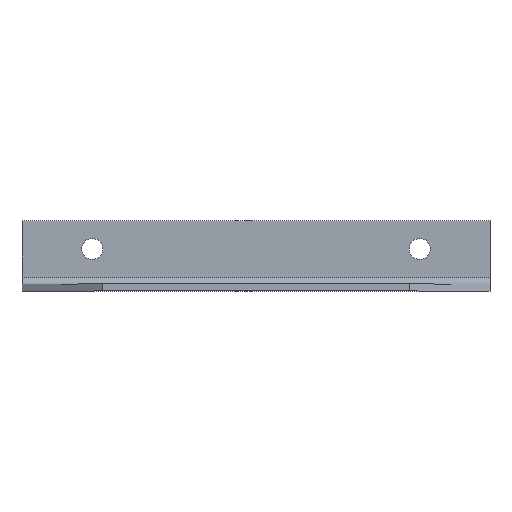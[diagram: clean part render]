
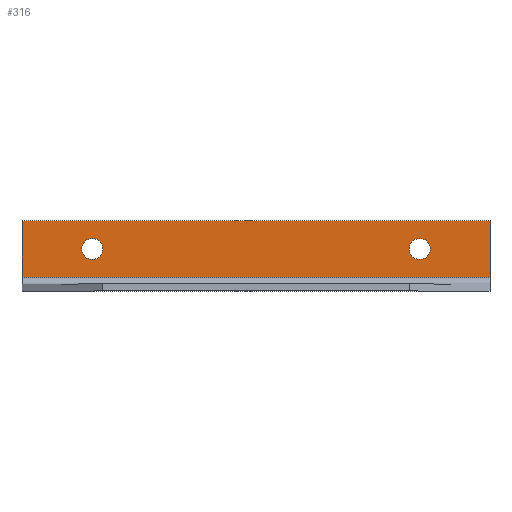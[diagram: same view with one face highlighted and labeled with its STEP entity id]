
A CAD part, top view. The second image highlights one B-rep face of the part: STEP entity #316.
In plain terms, the highlighted planar face has unit normal (0, 0, 1).
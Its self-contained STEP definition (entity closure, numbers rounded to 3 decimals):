
#70=CARTESIAN_POINT('Vertex',(-100.,30.,3.)) ;
#73=CARTESIAN_POINT('Line Origine',(0.,30.,3.)) ;
#77=CARTESIAN_POINT('Vertex',(100.,30.,3.)) ;
#97=CARTESIAN_POINT('Line Origine',(0.,6.,3.)) ;
#101=CARTESIAN_POINT('Vertex',(-100.,6.,3.)) ;
#103=CARTESIAN_POINT('Vertex',(100.,6.,3.)) ;
#177=CARTESIAN_POINT('Axis2P3D Location',(70.,18.,3.)) ;
#181=CARTESIAN_POINT('Vertex',(65.5,18.,3.)) ;
#183=CARTESIAN_POINT('Vertex',(74.5,18.,3.)) ;
#212=CARTESIAN_POINT('Axis2P3D Location',(70.,18.,3.)) ;
#273=CARTESIAN_POINT('Axis2P3D Location',(0.,30.,3.)) ;
#278=CARTESIAN_POINT('Line Origine',(-100.,18.,3.)) ;
#283=CARTESIAN_POINT('Line Origine',(100.,18.,3.)) ;
#294=CARTESIAN_POINT('Axis2P3D Location',(-70.,18.,3.)) ;
#298=CARTESIAN_POINT('Vertex',(-65.5,18.,3.)) ;
#300=CARTESIAN_POINT('Vertex',(-74.5,18.,3.)) ;
#303=CARTESIAN_POINT('Axis2P3D Location',(-70.,18.,3.)) ;
#74=DIRECTION('Vector Direction',(1.,0.,0.)) ;
#98=DIRECTION('Vector Direction',(1.,0.,0.)) ;
#178=DIRECTION('Axis2P3D Direction',(0.,0.,1.)) ;
#213=DIRECTION('Axis2P3D Direction',(0.,0.,1.)) ;
#274=DIRECTION('Axis2P3D Direction',(-0.,0.,1.)) ;
#275=DIRECTION('Axis2P3D XDirection',(0.,-1.,0.)) ;
#279=DIRECTION('Vector Direction',(0.,-1.,0.)) ;
#284=DIRECTION('Vector Direction',(0.,-1.,0.)) ;
#295=DIRECTION('Axis2P3D Direction',(-0.,0.,1.)) ;
#304=DIRECTION('Axis2P3D Direction',(-0.,0.,1.)) ;
#179=AXIS2_PLACEMENT_3D('Circle Axis2P3D',#177,#178,$) ;
#214=AXIS2_PLACEMENT_3D('Circle Axis2P3D',#212,#213,$) ;
#276=AXIS2_PLACEMENT_3D('Plane Axis2P3D',#273,#274,#275) ;
#296=AXIS2_PLACEMENT_3D('Circle Axis2P3D',#294,#295,$) ;
#305=AXIS2_PLACEMENT_3D('Circle Axis2P3D',#303,#304,$) ;
#289=ORIENTED_EDGE('',*,*,#79,.F.) ;
#290=ORIENTED_EDGE('',*,*,#282,.T.) ;
#291=ORIENTED_EDGE('',*,*,#105,.T.) ;
#292=ORIENTED_EDGE('',*,*,#287,.F.) ;
#309=ORIENTED_EDGE('',*,*,#302,.F.) ;
#310=ORIENTED_EDGE('',*,*,#307,.F.) ;
#313=ORIENTED_EDGE('',*,*,#216,.F.) ;
#314=ORIENTED_EDGE('',*,*,#185,.F.) ;
#311=FACE_BOUND('',#308,.T.) ;
#315=FACE_BOUND('',#312,.T.) ;
#75=VECTOR('Line Direction',#74,1.) ;
#99=VECTOR('Line Direction',#98,1.) ;
#280=VECTOR('Line Direction',#279,1.) ;
#285=VECTOR('Line Direction',#284,1.) ;
#316=ADVANCED_FACE('Corps principal',(#293,#311,#315),#277,.T.) ;
#180=CIRCLE('generated circle',#179,4.5) ;
#215=CIRCLE('generated circle',#214,4.5) ;
#297=CIRCLE('generated circle',#296,4.5) ;
#306=CIRCLE('generated circle',#305,4.5) ;
#79=EDGE_CURVE('',#71,#78,#76,.T.) ;
#105=EDGE_CURVE('',#102,#104,#100,.T.) ;
#185=EDGE_CURVE('',#182,#184,#180,.T.) ;
#216=EDGE_CURVE('',#184,#182,#215,.T.) ;
#282=EDGE_CURVE('',#71,#102,#281,.T.) ;
#287=EDGE_CURVE('',#78,#104,#286,.T.) ;
#302=EDGE_CURVE('',#299,#301,#297,.T.) ;
#307=EDGE_CURVE('',#301,#299,#306,.T.) ;
#288=EDGE_LOOP('',(#289,#290,#291,#292)) ;
#308=EDGE_LOOP('',(#309,#310)) ;
#312=EDGE_LOOP('',(#313,#314)) ;
#293=FACE_OUTER_BOUND('',#288,.T.) ;
#76=LINE('Line',#73,#75) ;
#100=LINE('Line',#97,#99) ;
#281=LINE('Line',#278,#280) ;
#286=LINE('Line',#283,#285) ;
#277=PLANE('Plane',#276) ;
#71=VERTEX_POINT('',#70) ;
#78=VERTEX_POINT('',#77) ;
#102=VERTEX_POINT('',#101) ;
#104=VERTEX_POINT('',#103) ;
#182=VERTEX_POINT('',#181) ;
#184=VERTEX_POINT('',#183) ;
#299=VERTEX_POINT('',#298) ;
#301=VERTEX_POINT('',#300) ;
